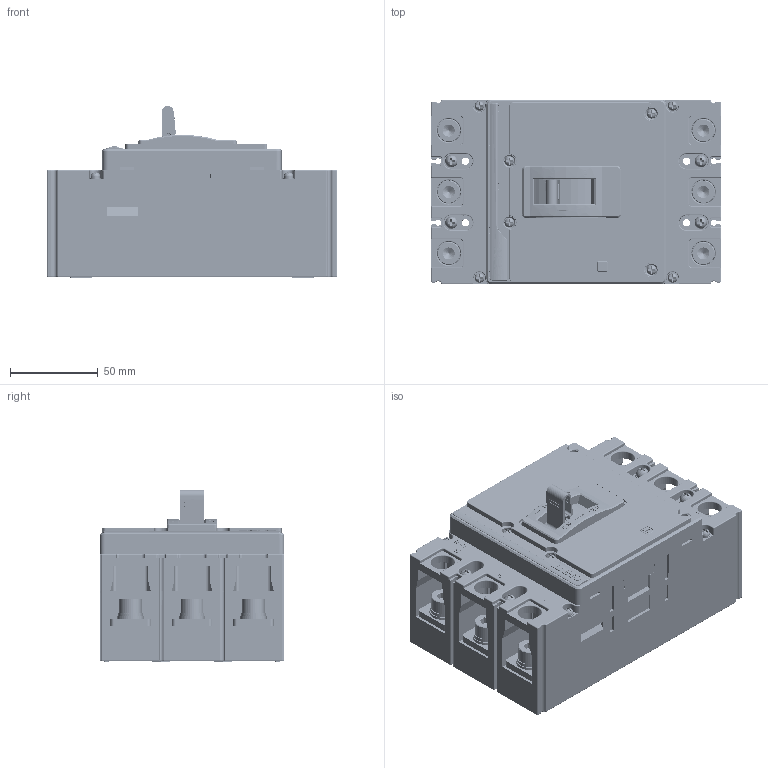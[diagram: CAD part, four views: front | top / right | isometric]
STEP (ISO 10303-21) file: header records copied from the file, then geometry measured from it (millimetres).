
FILE_DESCRIPTION((''),'2;1');
FILE_NAME('NXM-250S_3P_ASM','2019-10-26T',('ckuo'),(''),'CREO PARAMETRIC BY PTC INC, 2018070','CREO PARAMETRIC BY PTC INC, 2018070','');
FILE_SCHEMA(('CONFIG_CONTROL_DESIGN'));
Products named in the file (219): JIZUO3P_4_1; AM3X10_GB809_3_SOLID_1-30933_1; AM3X10_GB809_3_QUILT_1-31187_1; AM3X10_GB809_3_SOLID_1-31285_1; AM3X10_GB809_3_QUILT_1-31539_1; AM3X10_GB809_3_SOLID_1-31637_1; AM3X10_GB809_3_QUILT_1-31891_1; AM3X10_GB809_3_SOLID_1-31989_1; AM3X10_GB809_3_QUILT_1-32243_1; AM4X12_GB809_3_SOLID_1-32341_1; AM4X12_GB809_3_QUILT_1-32576_1; AM4X12_GB809_3_SOLID_1-32674_1; AM4X12_GB809_3_QUILT_1-32909_1; AM4X12_GB809_3_SOLID_1-33007_1; AM4X12_GB809_3_QUILT_1-33242_1; AM4X12_GB809_3_SOLID_1-33340_1; AM4X12_GB809_3_QUILT_1-33575_1; AM3X8_GB809_3_SOLID_1-33673_1; AM3X8_GB809_3_QUILT_1-33908_1; AM3X8_GB809_3_SOLID_1-34006_1; AM3X8_GB809_3_QUILT_1-34241_1; M3_5X7_5_GB823_12_SOLID_1-34339; D3_5_GB9074_26_3-35308_1; D3_5_GB9074_24_3-35501_1; M3_5X7_5_GB823_12_SOLID_1-35610; D3_5_GB9074_26_3-36579_1; D3_5_GB9074_24_3-36772_1; M3_5X7_5_GB823_12_SOLID_1-36881; D3_5_GB9074_26_3-37850_1; D3_5_GB9074_24_3-38043_1; M3_5X7_5_GB823_12_SOLID_1-38152; D3_5_GB9074_26_3-39121_1; D3_5_GB9074_24_3-39314_1; M3_5X7_5_GB823_12_SOLID_1-39423; D3_5_GB9074_26_3-40392_1; D3_5_GB9074_24_3-40585_1; M3_5X7_5_GB823_12_SOLID_1-40694; D3_5_GB9074_26_3-41663_1; D3_5_GB9074_24_3-41856_1; M4X8_GB823_12_SOLID_1-41965_1 ...
Assembly tree (218 placements, depth 4):
  NXM-250S_3P_ASM
    250-S3P_ASM_1_ASM
      250-S3P_1_ASM_1_ASM
        JIZUO3P_4_1
        AM3X10_GB809_3_SOLID_1-30933_1
        AM3X10_GB809_3_QUILT_1-31187_1
        AM3X10_GB809_3_SOLID_1-31285_1
        AM3X10_GB809_3_QUILT_1-31539_1
        AM3X10_GB809_3_SOLID_1-31637_1
        AM3X10_GB809_3_QUILT_1-31891_1
        AM3X10_GB809_3_SOLID_1-31989_1
        AM3X10_GB809_3_QUILT_1-32243_1
        AM4X12_GB809_3_SOLID_1-32341_1
        AM4X12_GB809_3_QUILT_1-32576_1
        AM4X12_GB809_3_SOLID_1-32674_1
        AM4X12_GB809_3_QUILT_1-32909_1
        AM4X12_GB809_3_SOLID_1-33007_1
        AM4X12_GB809_3_QUILT_1-33242_1
        AM4X12_GB809_3_SOLID_1-33340_1
        AM4X12_GB809_3_QUILT_1-33575_1
        AM3X8_GB809_3_SOLID_1-33673_1
        AM3X8_GB809_3_QUILT_1-33908_1
        AM3X8_GB809_3_SOLID_1-34006_1
        AM3X8_GB809_3_QUILT_1-34241_1
        M3_5X7_5_GB823_12_SOLID_1-34339
        D3_5_GB9074_26_3-35308_1
        D3_5_GB9074_24_3-35501_1
        M3_5X7_5_GB823_12_SOLID_1-35610
        D3_5_GB9074_26_3-36579_1
        D3_5_GB9074_24_3-36772_1
        M3_5X7_5_GB823_12_SOLID_1-36881
        D3_5_GB9074_26_3-37850_1
        D3_5_GB9074_24_3-38043_1
        M3_5X7_5_GB823_12_SOLID_1-38152
        D3_5_GB9074_26_3-39121_1
        D3_5_GB9074_24_3-39314_1
        M3_5X7_5_GB823_12_SOLID_1-39423
        D3_5_GB9074_26_3-40392_1
        D3_5_GB9074_24_3-40585_1
        M3_5X7_5_GB823_12_SOLID_1-40694
        D3_5_GB9074_26_3-41663_1
        D3_5_GB9074_24_3-41856_1
        M4X8_GB823_12_SOLID_1-41965_1
        M4X8_GB823_12_QUILT_1-42778_1
        D4_GB9074_26_3-42843_1
        D4_GB9074_24_3-43020_1
        M4X8_GB823_12_SOLID_1-43117_1
        M4X8_GB823_12_QUILT_1-43930_1
        D4_GB9074_26_3-43995_1
        D4_GB9074_24_3-44172_1
        M4X8_GB823_12_SOLID_1-44269_1
        M4X8_GB823_12_QUILT_1-45082_1
        D4_GB9074_26_3-45147_1
        D4_GB9074_24_3-45324_1
        M4X8_GB823_12_SOLID_1-45421_1
        M4X8_GB823_12_QUILT_1-46234_1
        D4_GB9074_26_3-46299_1
        M4X8_GB823_12_SOLID_1-46476_1
        M4X8_GB823_12_QUILT_1-47289_1
        D4_GB9074_26_3-47354_1
Bounding box: 165 x 105 x 97.99 mm (x, y, z)
Volume: 477368.1 mm3; surface area: 333427.8 mm2
Topology: 149 solids, 216 shells, 7136 faces, 19445 edges, 12666 vertices
Faces by surface type: plane 3948, cylinder 2276, cone 290, sphere 217, torus 216, bspline 168, extrusion 21
Entity records: 283056 total; most frequent: CARTESIAN_POINT 57899, DIRECTION 39651, ORIENTED_EDGE 38154, EDGE_CURVE 19205, AXIS2_PLACEMENT_3D 14211, VERTEX_POINT 12666, VECTOR 11229, LINE 11208
